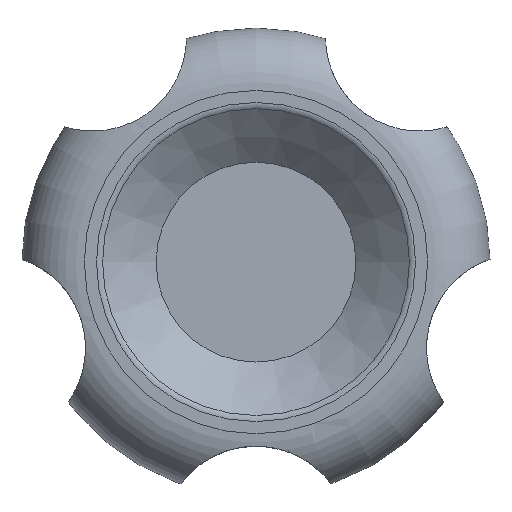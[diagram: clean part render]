
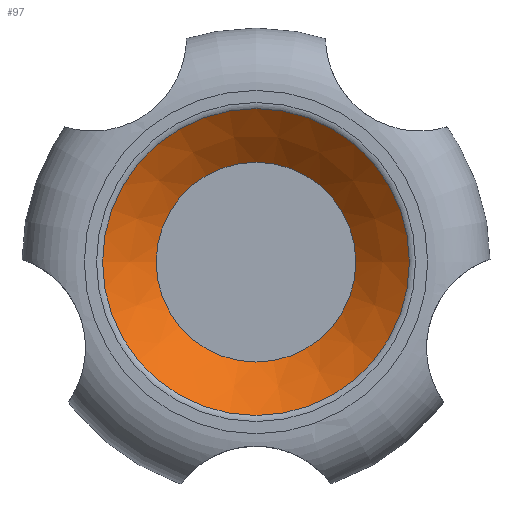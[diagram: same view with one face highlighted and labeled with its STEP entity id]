
A CAD part, top view. The second image highlights one B-rep face of the part: STEP entity #97.
In plain terms, the highlighted conical face has half-angle 49.451 degrees and reference radius 25 mm.
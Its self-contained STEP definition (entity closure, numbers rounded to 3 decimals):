
#97 = ADVANCED_FACE( '', ( #211, #212 ), #213, .F. );
#211 = FACE_OUTER_BOUND( '', #317, .T. );
#212 = FACE_BOUND( '', #318, .T. );
#213 = CONICAL_SURFACE( '', #319, 25., 0.863 );
#317 = EDGE_LOOP( '', ( #465 ) );
#318 = EDGE_LOOP( '', ( #466 ) );
#319 = AXIS2_PLACEMENT_3D( '', #467, #468, #469 );
#465 = ORIENTED_EDGE( '', *, *, #518, .T. );
#466 = ORIENTED_EDGE( '', *, *, #487, .F. );
#467 = CARTESIAN_POINT( '', ( 0., 0., 28. ) );
#468 = DIRECTION( '', ( 0., 0., 1. ) );
#469 = DIRECTION( '', ( 1., 0., 0. ) );
#487 = EDGE_CURVE( '', #547, #547, #548, .T. );
#518 = EDGE_CURVE( '', #590, #590, #591, .F. );
#547 = VERTEX_POINT( '', #723 );
#548 = CIRCLE( '', #724, 16. );
#590 = VERTEX_POINT( '', #1190 );
#591 = CIRCLE( '', #1191, 24.579 );
#723 = CARTESIAN_POINT( '', ( 16., 0., 20.3 ) );
#724 = AXIS2_PLACEMENT_3D( '', #1220, #1221, #1222 );
#1190 = CARTESIAN_POINT( '', ( -24.579, 0., 27.64 ) );
#1191 = AXIS2_PLACEMENT_3D( '', #1247, #1248, #1249 );
#1220 = CARTESIAN_POINT( '', ( 0., 0., 20.3 ) );
#1221 = DIRECTION( '', ( 0., 0., 1. ) );
#1222 = DIRECTION( '', ( 1., 0., 0. ) );
#1247 = CARTESIAN_POINT( '', ( 0., 0., 27.64 ) );
#1248 = DIRECTION( '', ( 0., 0., -1. ) );
#1249 = DIRECTION( '', ( -1., 0., 0. ) );
